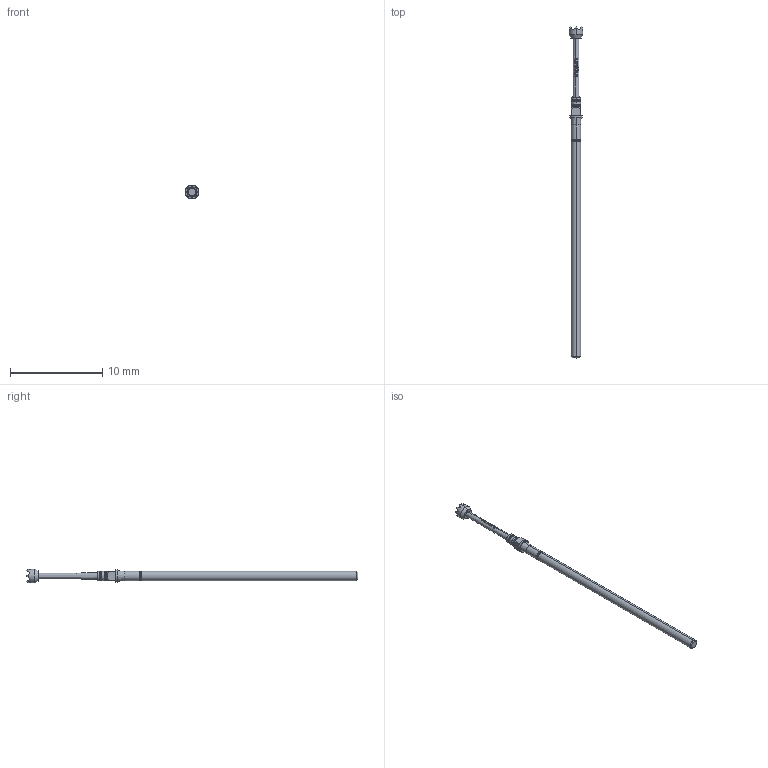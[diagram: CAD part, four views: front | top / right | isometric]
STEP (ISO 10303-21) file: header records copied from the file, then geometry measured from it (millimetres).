
FILE_DESCRIPTION (( 'STEP AP203' ), '1' );
FILE_NAME ('INGUN_GKS-075_306_150_A_xx02_MC.STEP', '2021-09-29T05:23:00', ( 'ochi' ), ( '' ), 'SwSTEP 2.0', 'SolidWorks 2018', '' );
FILE_SCHEMA (( 'CONFIG_CONTROL_DESIGN' ));
Length unit declared in the file: millimetre
Products named in the file (1): INGUN_GKS-075_306_150_A_xx02_MC
Bounding box: 1.5 x 35.9 x 1.5 mm (x, y, z)
Volume: 26.1 mm3; surface area: 113.8 mm2
Topology: 1 solids, 1 shells, 149 faces, 380 edges, 231 vertices
Faces by surface type: bspline 51, plane 40, cone 32, cylinder 14, torus 12
Entity records: 5534 total; most frequent: CARTESIAN_POINT 2479, ORIENTED_EDGE 748, DIRECTION 414, EDGE_CURVE 374, VERTEX_POINT 231, B_SPLINE_CURVE_WITH_KNOTS 200, AXIS2_PLACEMENT_3D 163, EDGE_LOOP 153
